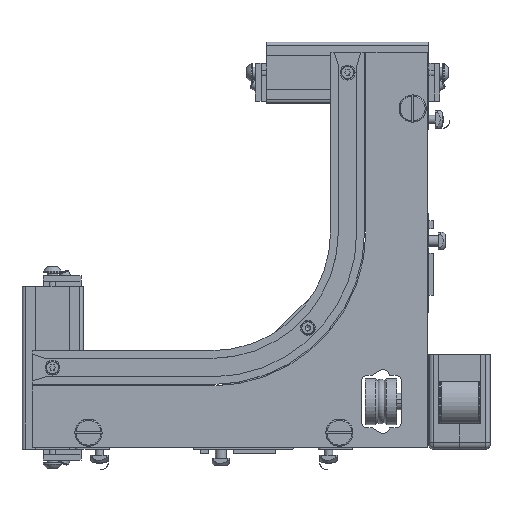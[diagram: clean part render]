
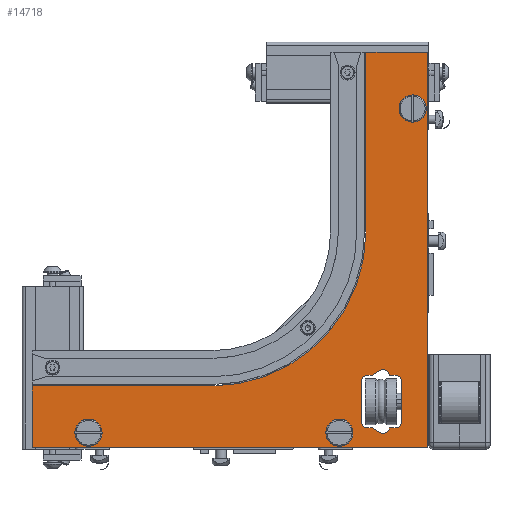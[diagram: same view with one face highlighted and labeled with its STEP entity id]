
A CAD part, top view. The second image highlights one B-rep face of the part: STEP entity #14718.
In plain terms, the highlighted planar face has unit normal (0, 0, 1).
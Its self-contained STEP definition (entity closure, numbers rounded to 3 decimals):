
#900=LINE('',#22536,#2181);
#904=LINE('',#22548,#2185);
#907=LINE('',#22554,#2188);
#911=LINE('',#22566,#2192);
#915=LINE('',#22578,#2196);
#918=LINE('',#22584,#2199);
#922=LINE('',#22596,#2203);
#926=LINE('',#22608,#2207);
#936=LINE('',#22636,#2217);
#938=LINE('',#22640,#2219);
#940=LINE('',#22644,#2221);
#942=LINE('',#22648,#2223);
#944=LINE('',#22652,#2225);
#946=LINE('',#22655,#2227);
#2181=VECTOR('',#18039,10.);
#2185=VECTOR('',#18051,10.);
#2188=VECTOR('',#18056,10.);
#2192=VECTOR('',#18068,10.);
#2196=VECTOR('',#18080,10.);
#2199=VECTOR('',#18085,10.);
#2203=VECTOR('',#18097,10.);
#2207=VECTOR('',#18109,10.);
#2217=VECTOR('',#18135,10.);
#2219=VECTOR('',#18139,10.);
#2221=VECTOR('',#18143,10.);
#2223=VECTOR('',#18147,10.);
#2225=VECTOR('',#18151,10.);
#2227=VECTOR('',#18155,10.);
#3644=FACE_BOUND('',#4689,.T.);
#3645=FACE_BOUND('',#4690,.T.);
#3646=FACE_BOUND('',#4691,.T.);
#3647=FACE_BOUND('',#4692,.T.);
#3847=FACE_OUTER_BOUND('',#4688,.T.);
#4688=EDGE_LOOP('',(#10213,#10214,#10215,#10216,#10217,#10218,#10219));
#4689=EDGE_LOOP('',(#10220));
#4690=EDGE_LOOP('',(#10221));
#4691=EDGE_LOOP('',(#10222));
#4692=EDGE_LOOP('',(#10223,#10224,#10225,#10226,#10227,#10228,#10229,#10230,
#10231,#10232,#10233,#10234,#10235,#10236));
#5619=CIRCLE('',#16253,3.3);
#5621=CIRCLE('',#16256,3.3);
#5623=CIRCLE('',#16259,3.3);
#5626=CIRCLE('',#16264,5.);
#5628=CIRCLE('',#16269,5.);
#5630=CIRCLE('',#16273,5.);
#5632=CIRCLE('',#16278,5.);
#5634=CIRCLE('',#16282,5.);
#5636=CIRCLE('',#16286,5.);
#5638=CIRCLE('',#16290,113.5);
#6349=VERTEX_POINT('',#22512);
#6351=VERTEX_POINT('',#22518);
#6353=VERTEX_POINT('',#22524);
#6357=VERTEX_POINT('',#22533);
#6358=VERTEX_POINT('',#22535);
#6360=VERTEX_POINT('',#22541);
#6362=VERTEX_POINT('',#22547);
#6364=VERTEX_POINT('',#22553);
#6366=VERTEX_POINT('',#22559);
#6368=VERTEX_POINT('',#22565);
#6370=VERTEX_POINT('',#22571);
#6372=VERTEX_POINT('',#22577);
#6374=VERTEX_POINT('',#22583);
#6376=VERTEX_POINT('',#22589);
#6378=VERTEX_POINT('',#22595);
#6380=VERTEX_POINT('',#22601);
#6382=VERTEX_POINT('',#22607);
#6390=VERTEX_POINT('',#22629);
#6391=VERTEX_POINT('',#22630);
#6392=VERTEX_POINT('',#22635);
#6393=VERTEX_POINT('',#22639);
#6394=VERTEX_POINT('',#22643);
#6395=VERTEX_POINT('',#22647);
#6396=VERTEX_POINT('',#22651);
#7832=EDGE_CURVE('',#6349,#6349,#5619,.T.);
#7835=EDGE_CURVE('',#6351,#6351,#5621,.T.);
#7838=EDGE_CURVE('',#6353,#6353,#5623,.T.);
#7843=EDGE_CURVE('',#6358,#6357,#900,.T.);
#7846=EDGE_CURVE('',#6360,#6358,#5626,.T.);
#7849=EDGE_CURVE('',#6362,#6360,#904,.T.);
#7852=EDGE_CURVE('',#6364,#6362,#907,.T.);
#7855=EDGE_CURVE('',#6366,#6364,#5628,.T.);
#7858=EDGE_CURVE('',#6368,#6366,#911,.T.);
#7861=EDGE_CURVE('',#6370,#6368,#5630,.T.);
#7864=EDGE_CURVE('',#6372,#6370,#915,.T.);
#7867=EDGE_CURVE('',#6374,#6372,#918,.T.);
#7870=EDGE_CURVE('',#6376,#6374,#5632,.T.);
#7873=EDGE_CURVE('',#6378,#6376,#922,.T.);
#7876=EDGE_CURVE('',#6380,#6378,#5634,.T.);
#7879=EDGE_CURVE('',#6382,#6380,#926,.T.);
#7882=EDGE_CURVE('',#6357,#6382,#5636,.T.);
#7890=EDGE_CURVE('',#6390,#6391,#5638,.T.);
#7893=EDGE_CURVE('',#6391,#6392,#936,.T.);
#7895=EDGE_CURVE('',#6392,#6393,#938,.T.);
#7897=EDGE_CURVE('',#6393,#6394,#940,.T.);
#7899=EDGE_CURVE('',#6394,#6395,#942,.T.);
#7901=EDGE_CURVE('',#6395,#6396,#944,.T.);
#7903=EDGE_CURVE('',#6396,#6390,#946,.T.);
#10213=ORIENTED_EDGE('',*,*,#7890,.F.);
#10214=ORIENTED_EDGE('',*,*,#7903,.F.);
#10215=ORIENTED_EDGE('',*,*,#7901,.F.);
#10216=ORIENTED_EDGE('',*,*,#7899,.F.);
#10217=ORIENTED_EDGE('',*,*,#7897,.F.);
#10218=ORIENTED_EDGE('',*,*,#7895,.F.);
#10219=ORIENTED_EDGE('',*,*,#7893,.F.);
#10220=ORIENTED_EDGE('',*,*,#7832,.T.);
#10221=ORIENTED_EDGE('',*,*,#7835,.T.);
#10222=ORIENTED_EDGE('',*,*,#7838,.T.);
#10223=ORIENTED_EDGE('',*,*,#7864,.T.);
#10224=ORIENTED_EDGE('',*,*,#7861,.T.);
#10225=ORIENTED_EDGE('',*,*,#7858,.T.);
#10226=ORIENTED_EDGE('',*,*,#7855,.T.);
#10227=ORIENTED_EDGE('',*,*,#7852,.T.);
#10228=ORIENTED_EDGE('',*,*,#7849,.T.);
#10229=ORIENTED_EDGE('',*,*,#7846,.T.);
#10230=ORIENTED_EDGE('',*,*,#7843,.T.);
#10231=ORIENTED_EDGE('',*,*,#7882,.T.);
#10232=ORIENTED_EDGE('',*,*,#7879,.T.);
#10233=ORIENTED_EDGE('',*,*,#7876,.T.);
#10234=ORIENTED_EDGE('',*,*,#7873,.T.);
#10235=ORIENTED_EDGE('',*,*,#7870,.T.);
#10236=ORIENTED_EDGE('',*,*,#7867,.T.);
#14223=PLANE('',#16297);
#14718=ADVANCED_FACE('',(#3847,#3644,#3645,#3646,#3647),#14223,.T.);
#16253=AXIS2_PLACEMENT_3D('',#22513,#18016,#18017);
#16256=AXIS2_PLACEMENT_3D('',#22519,#18023,#18024);
#16259=AXIS2_PLACEMENT_3D('',#22525,#18030,#18031);
#16264=AXIS2_PLACEMENT_3D('',#22542,#18045,#18046);
#16269=AXIS2_PLACEMENT_3D('',#22560,#18062,#18063);
#16273=AXIS2_PLACEMENT_3D('',#22572,#18074,#18075);
#16278=AXIS2_PLACEMENT_3D('',#22590,#18091,#18092);
#16282=AXIS2_PLACEMENT_3D('',#22602,#18103,#18104);
#16286=AXIS2_PLACEMENT_3D('',#22612,#18115,#18116);
#16290=AXIS2_PLACEMENT_3D('',#22631,#18129,#18130);
#16297=AXIS2_PLACEMENT_3D('',#22656,#18156,#18157);
#18016=DIRECTION('center_axis',(0.,0.,-1.));
#18017=DIRECTION('ref_axis',(1.,0.,0.));
#18023=DIRECTION('center_axis',(0.,0.,-1.));
#18024=DIRECTION('ref_axis',(1.,0.,0.));
#18030=DIRECTION('center_axis',(0.,0.,-1.));
#18031=DIRECTION('ref_axis',(1.,0.,0.));
#18039=DIRECTION('',(0.,-1.,0.));
#18045=DIRECTION('center_axis',(0.,0.,-1.));
#18046=DIRECTION('ref_axis',(0.2,-0.98,0.));
#18051=DIRECTION('',(0.53,-0.848,0.));
#18056=DIRECTION('',(0.,-1.,0.));
#18062=DIRECTION('center_axis',(0.,0.,-1.));
#18063=DIRECTION('ref_axis',(1.,0.,0.));
#18068=DIRECTION('',(1.,0.,0.));
#18074=DIRECTION('center_axis',(0.,0.,-1.));
#18075=DIRECTION('ref_axis',(0.,1.,0.));
#18080=DIRECTION('',(0.,1.,0.));
#18085=DIRECTION('',(0.53,0.848,0.));
#18091=DIRECTION('center_axis',(0.,0.,-1.));
#18092=DIRECTION('ref_axis',(-0.848,0.53,0.));
#18097=DIRECTION('',(0.,1.,0.));
#18103=DIRECTION('center_axis',(0.,0.,-1.));
#18104=DIRECTION('ref_axis',(-1.,0.,0.));
#18109=DIRECTION('',(-1.,0.,0.));
#18115=DIRECTION('center_axis',(0.,0.,-1.));
#18116=DIRECTION('ref_axis',(0.,-1.,0.));
#18129=DIRECTION('center_axis',(0.,0.,1.));
#18130=DIRECTION('ref_axis',(-1.,0.,0.));
#18135=DIRECTION('',(1.,0.,0.));
#18139=DIRECTION('',(0.,-1.,0.));
#18143=DIRECTION('',(-1.,0.,0.));
#18147=DIRECTION('',(0.,1.,0.));
#18151=DIRECTION('',(1.,0.,0.));
#18155=DIRECTION('',(0.,-1.,0.));
#18156=DIRECTION('center_axis',(0.,0.,1.));
#18157=DIRECTION('ref_axis',(1.,0.,0.));
#22512=CARTESIAN_POINT('',(223.95,-11.75,0.75));
#22513=CARTESIAN_POINT('Origin',(227.25,-11.75,0.75));
#22518=CARTESIAN_POINT('',(-15.05,42.25,0.75));
#22519=CARTESIAN_POINT('Origin',(-11.75,42.25,0.75));
#22524=CARTESIAN_POINT('',(-15.05,227.25,0.75));
#22525=CARTESIAN_POINT('Origin',(-11.75,227.25,0.75));
#22533=CARTESIAN_POINT('',(30.75,1.25,0.75));
#22535=CARTESIAN_POINT('',(30.75,5.351,0.75));
#22536=CARTESIAN_POINT('',(30.75,37.76,0.75));
#22541=CARTESIAN_POINT('',(33.99,12.9,0.75));
#22542=CARTESIAN_POINT('Origin',(29.75,10.25,0.75));
#22547=CARTESIAN_POINT('',(30.75,18.085,0.75));
#22548=CARTESIAN_POINT('',(25.856,25.917,0.75));
#22553=CARTESIAN_POINT('',(30.75,21.25,0.75));
#22554=CARTESIAN_POINT('',(30.75,46.178,0.75));
#22559=CARTESIAN_POINT('',(25.75,26.25,0.75));
#22560=CARTESIAN_POINT('Origin',(25.75,21.25,0.75));
#22565=CARTESIAN_POINT('',(-3.25,26.25,0.75));
#22566=CARTESIAN_POINT('',(50.01,26.25,0.75));
#22571=CARTESIAN_POINT('',(-8.25,21.25,0.75));
#22572=CARTESIAN_POINT('Origin',(-3.25,21.25,0.75));
#22577=CARTESIAN_POINT('',(-8.25,18.085,0.75));
#22578=CARTESIAN_POINT('',(-8.25,47.76,0.75));
#22583=CARTESIAN_POINT('',(-11.49,12.9,0.75));
#22584=CARTESIAN_POINT('',(15.961,56.831,0.75));
#22589=CARTESIAN_POINT('',(-8.25,5.351,0.75));
#22590=CARTESIAN_POINT('Origin',(-7.25,10.25,0.75));
#22595=CARTESIAN_POINT('',(-8.25,1.25,0.75));
#22596=CARTESIAN_POINT('',(-8.25,39.811,0.75));
#22601=CARTESIAN_POINT('',(-3.25,-3.75,0.75));
#22602=CARTESIAN_POINT('Origin',(-3.25,1.25,0.75));
#22607=CARTESIAN_POINT('',(25.75,-3.75,0.75));
#22608=CARTESIAN_POINT('',(35.51,-3.75,0.75));
#22612=CARTESIAN_POINT('Origin',(25.75,1.25,0.75));
#22629=CARTESIAN_POINT('',(22.75,136.25,0.75));
#22630=CARTESIAN_POINT('',(136.25,22.75,0.75));
#22631=CARTESIAN_POINT('Origin',(136.25,136.25,0.75));
#22635=CARTESIAN_POINT('',(268.75,22.75,0.75));
#22636=CARTESIAN_POINT('',(136.25,22.75,0.75));
#22639=CARTESIAN_POINT('',(268.75,-22.75,0.75));
#22640=CARTESIAN_POINT('',(268.75,22.75,0.75));
#22643=CARTESIAN_POINT('',(-22.75,-22.75,0.75));
#22644=CARTESIAN_POINT('',(268.75,-22.75,0.75));
#22647=CARTESIAN_POINT('',(-22.75,268.75,0.75));
#22648=CARTESIAN_POINT('',(-22.75,-22.75,0.75));
#22651=CARTESIAN_POINT('',(22.75,268.75,0.75));
#22652=CARTESIAN_POINT('',(-22.75,268.75,0.75));
#22655=CARTESIAN_POINT('',(22.75,268.75,0.75));
#22656=CARTESIAN_POINT('Origin',(74.27,74.27,0.75));
